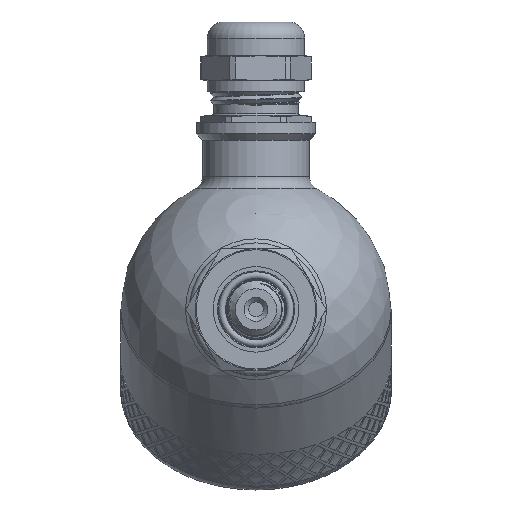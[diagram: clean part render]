
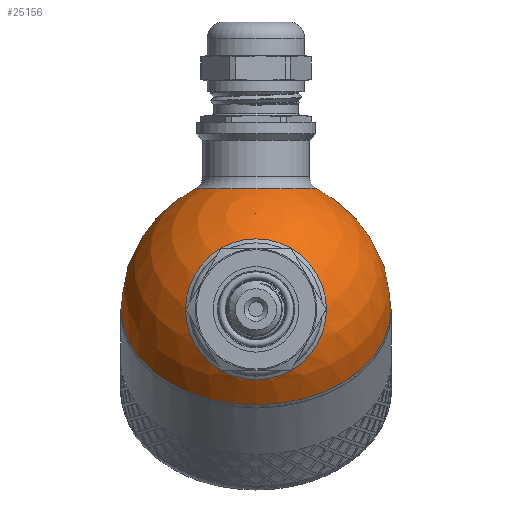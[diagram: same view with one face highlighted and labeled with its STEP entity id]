
A CAD part, left-side view. The second image highlights one B-rep face of the part: STEP entity #25156.
In plain terms, the highlighted spherical face has radius 30 mm.
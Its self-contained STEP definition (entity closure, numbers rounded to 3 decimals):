
#136=SPHERICAL_SURFACE('',#26759,30.);
#250=FACE_BOUND('',#3767,.T.);
#251=FACE_BOUND('',#3768,.T.);
#2113=FACE_OUTER_BOUND('',#3766,.T.);
#3766=EDGE_LOOP('',(#18231,#18232,#18233,#18234));
#3767=EDGE_LOOP('',(#18235));
#3768=EDGE_LOOP('',(#18236));
#5291=CIRCLE('',#26681,30.);
#5292=CIRCLE('',#26682,30.);
#5319=CIRCLE('',#26755,13.5);
#5322=CIRCLE('',#26760,30.);
#5323=CIRCLE('',#26761,15.643);
#9788=VERTEX_POINT('',#34777);
#9789=VERTEX_POINT('',#34779);
#10288=VERTEX_POINT('',#41166);
#10290=VERTEX_POINT('',#41173);
#10291=VERTEX_POINT('',#41175);
#12503=EDGE_CURVE('',#9788,#9789,#5291,.T.);
#12504=EDGE_CURVE('',#9789,#9788,#5292,.T.);
#13255=EDGE_CURVE('',#10288,#10288,#5319,.T.);
#13258=EDGE_CURVE('',#9789,#10290,#5322,.T.);
#13259=EDGE_CURVE('',#10291,#10291,#5323,.T.);
#18231=ORIENTED_EDGE('',*,*,#12504,.F.);
#18232=ORIENTED_EDGE('',*,*,#13258,.T.);
#18233=ORIENTED_EDGE('',*,*,#13258,.F.);
#18234=ORIENTED_EDGE('',*,*,#12503,.F.);
#18235=ORIENTED_EDGE('',*,*,#13259,.F.);
#18236=ORIENTED_EDGE('',*,*,#13255,.F.);
#25156=ADVANCED_FACE('',(#2113,#250,#251),#136,.T.);
#26681=AXIS2_PLACEMENT_3D('',#34780,#28122,#28123);
#26682=AXIS2_PLACEMENT_3D('',#34781,#28124,#28125);
#26755=AXIS2_PLACEMENT_3D('',#41167,#28534,#28535);
#26759=AXIS2_PLACEMENT_3D('',#41172,#28542,#28543);
#26760=AXIS2_PLACEMENT_3D('',#41174,#28544,#28545);
#26761=AXIS2_PLACEMENT_3D('',#41176,#28546,#28547);
#28122=DIRECTION('center_axis',(1.,0.,0.));
#28123=DIRECTION('ref_axis',(0.,1.,0.));
#28124=DIRECTION('center_axis',(1.,0.,0.));
#28125=DIRECTION('ref_axis',(0.,1.,0.));
#28534=DIRECTION('center_axis',(-0.707,0.,-0.707));
#28535=DIRECTION('ref_axis',(-0.707,0.,0.707));
#28542=DIRECTION('center_axis',(1.,0.,0.));
#28543=DIRECTION('ref_axis',(0.,-1.,0.));
#28544=DIRECTION('center_axis',(0.,0.,1.));
#28545=DIRECTION('ref_axis',(0.,1.,0.));
#28546=DIRECTION('center_axis',(-0.707,0.,0.707));
#28547=DIRECTION('ref_axis',(0.707,0.,0.707));
#34777=CARTESIAN_POINT('',(0.,-30.,0.));
#34779=CARTESIAN_POINT('',(0.,30.,0.));
#34780=CARTESIAN_POINT('Origin',(0.,0.,0.));
#34781=CARTESIAN_POINT('Origin',(0.,0.,0.));
#41166=CARTESIAN_POINT('',(-9.398,0.,-28.49));
#41167=CARTESIAN_POINT('Origin',(-18.944,0.,-18.944));
#41172=CARTESIAN_POINT('Origin',(0.,0.,0.));
#41173=CARTESIAN_POINT('',(-30.,0.,0.));
#41174=CARTESIAN_POINT('Origin',(0.,0.,0.));
#41175=CARTESIAN_POINT('',(-29.162,0.,7.04));
#41176=CARTESIAN_POINT('Origin',(-18.101,0.,18.101));
